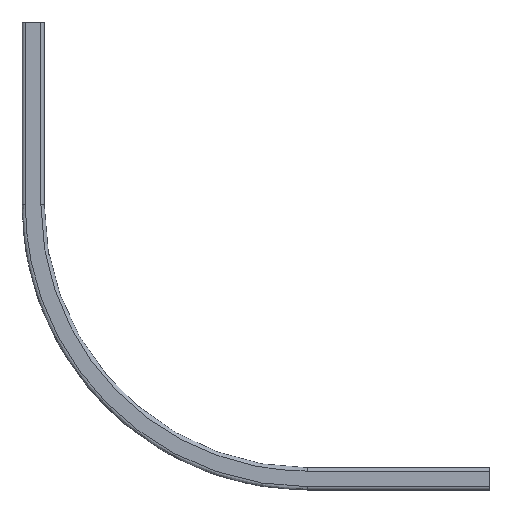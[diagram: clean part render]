
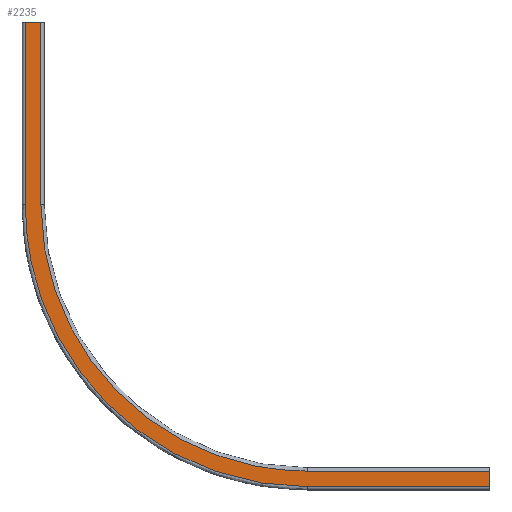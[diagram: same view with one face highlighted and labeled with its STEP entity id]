
A CAD part, top view. The second image highlights one B-rep face of the part: STEP entity #2235.
In plain terms, the highlighted planar face has unit normal (0, 0, 1).
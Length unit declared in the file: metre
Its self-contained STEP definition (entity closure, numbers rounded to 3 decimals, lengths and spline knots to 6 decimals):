
#35 = CARTESIAN_POINT ( 'NONE',  ( -0.01705, 0., 0.0435 ) ) ;
#97 = LINE ( 'NONE', #682, #1820 ) ;
#122 = VECTOR ( 'NONE', #1573, 1. ) ;
#147 = CARTESIAN_POINT ( 'NONE',  ( 0.23854, -0.61705, 0.0435 ) ) ;
#198 = ORIENTED_EDGE ( 'NONE', *, *, #1866, .F. ) ;
#232 = ORIENTED_EDGE ( 'NONE', *, *, #1117, .F. ) ;
#261 = EDGE_CURVE ( 'NONE', #1269, #1994, #1334, .T. ) ;
#300 = ORIENTED_EDGE ( 'NONE', *, *, #2192, .F. ) ;
#369 = CARTESIAN_POINT ( 'NONE',  ( 0.01705, -0.341484, 0.0435 ) ) ;
#417 = CARTESIAN_POINT ( 'NONE',  ( 0.01705, 0., 0.0435 ) ) ;
#483 = FACE_OUTER_BOUND ( 'NONE', #1456, .T. ) ;
#493 = DIRECTION ( 'NONE',  ( -1., 0., 0. ) ) ;
#581 = VECTOR ( 'NONE', #1911, 1. ) ;
#633 = DIRECTION ( 'NONE',  ( -1., 0., 0. ) ) ;
#682 = CARTESIAN_POINT ( 'NONE',  ( -0.01705, -0.61705, 0.0435 ) ) ;
#700 = AXIS2_PLACEMENT_3D ( 'NONE', #2371, #1787, #493 ) ;
#728 = CARTESIAN_POINT ( 'NONE',  ( 0.01705, 0., 0.0435 ) ) ;
#745 = CARTESIAN_POINT ( 'NONE',  ( 0.01705, 0.4, 0.0435 ) ) ;
#762 = ORIENTED_EDGE ( 'NONE', *, *, #261, .F. ) ;
#879 = EDGE_CURVE ( 'NONE', #1994, #1213, #968, .T. ) ;
#903 = CARTESIAN_POINT ( 'NONE',  ( -0.01705, -0.36146, 0.0435 ) ) ;
#912 = CARTESIAN_POINT ( 'NONE',  ( 1., -0.58295, 0.0435 ) ) ;
#968 =( BOUNDED_CURVE ( )  B_SPLINE_CURVE ( 3, ( #728, #369, #2227, #1109 ),
 .UNSPECIFIED., .F., .T. ) 
 B_SPLINE_CURVE_WITH_KNOTS ( ( 4, 4 ),
 ( 0., 1. ),
 .UNSPECIFIED. ) 
 CURVE ( )  GEOMETRIC_REPRESENTATION_ITEM ( )  RATIONAL_B_SPLINE_CURVE ( ( 1., 0.805, 0.805, 1. ) ) 
 REPRESENTATION_ITEM ( '' )  );
#1003 = VERTEX_POINT ( 'NONE', #35 ) ;
#1091 = CARTESIAN_POINT ( 'NONE',  ( 0.6, -0.61705, 0.0435 ) ) ;
#1101 = DIRECTION ( 'NONE',  ( 1., 0., 0. ) ) ;
#1109 = CARTESIAN_POINT ( 'NONE',  ( 0.6, -0.58295, 0.0435 ) ) ;
#1117 = EDGE_CURVE ( 'NONE', #1003, #2367, #1382, .T. ) ;
#1213 = VERTEX_POINT ( 'NONE', #1660 ) ;
#1256 = VERTEX_POINT ( 'NONE', #912 ) ;
#1269 = VERTEX_POINT ( 'NONE', #745 ) ;
#1334 = LINE ( 'NONE', #417, #1742 ) ;
#1382 = LINE ( 'NONE', #2313, #122 ) ;
#1408 = EDGE_CURVE ( 'NONE', #1256, #2166, #2097, .T. ) ;
#1445 = CARTESIAN_POINT ( 'NONE',  ( -0.01705, 0., 0.0435 ) ) ;
#1454 =( BOUNDED_CURVE ( )  B_SPLINE_CURVE ( 3, ( #1091, #147, #903, #1445 ),
 .UNSPECIFIED., .F., .T. ) 
 B_SPLINE_CURVE_WITH_KNOTS ( ( 4, 4 ),
 ( 0., 1. ),
 .UNSPECIFIED. ) 
 CURVE ( )  GEOMETRIC_REPRESENTATION_ITEM ( )  RATIONAL_B_SPLINE_CURVE ( ( 1., 0.805, 0.805, 1. ) ) 
 REPRESENTATION_ITEM ( '' )  );
#1456 = EDGE_LOOP ( 'NONE', ( #762, #2127, #232, #300, #1927, #1986, #198, #1824 ) ) ;
#1567 = VERTEX_POINT ( 'NONE', #1857 ) ;
#1566 = CARTESIAN_POINT ( 'NONE',  ( 1., -0.61705, 0.0435 ) ) ;
#1573 = DIRECTION ( 'NONE',  ( 0., 1., 0. ) ) ;
#1660 = CARTESIAN_POINT ( 'NONE',  ( 0.6, -0.58295, 0.0435 ) ) ;
#1725 = LINE ( 'NONE', #1750, #1932 ) ;
#1728 = CARTESIAN_POINT ( 'NONE',  ( 1., 0., 0.0435 ) ) ;
#1742 = VECTOR ( 'NONE', #2080, 1. ) ;
#1750 = CARTESIAN_POINT ( 'NONE',  ( -0.01705, 0.4, 0.0435 ) ) ;
#1787 = DIRECTION ( 'NONE',  ( 0., 0., -1. ) ) ;
#1820 = VECTOR ( 'NONE', #633, 1. ) ;
#1824 = ORIENTED_EDGE ( 'NONE', *, *, #879, .F. ) ;
#1857 = CARTESIAN_POINT ( 'NONE',  ( 0.6, -0.61705, 0.0435 ) ) ;
#1866 = EDGE_CURVE ( 'NONE', #1213, #1256, #2229, .T. ) ;
#1911 = DIRECTION ( 'NONE',  ( 0., -1., 0. ) ) ;
#1925 = CARTESIAN_POINT ( 'NONE',  ( -0.01705, 0.4, 0.0435 ) ) ;
#1927 = ORIENTED_EDGE ( 'NONE', *, *, #2311, .F. ) ;
#1932 = VECTOR ( 'NONE', #2284, 1. ) ;
#1986 = ORIENTED_EDGE ( 'NONE', *, *, #1408, .F. ) ;
#1994 = VERTEX_POINT ( 'NONE', #2193 ) ;
#2014 = VECTOR ( 'NONE', #1101, 1. ) ;
#2036 = CARTESIAN_POINT ( 'NONE',  ( -0.01705, -0.58295, 0.0435 ) ) ;
#2080 = DIRECTION ( 'NONE',  ( 0., -1., 0. ) ) ;
#2097 = LINE ( 'NONE', #1728, #581 ) ;
#2117 = EDGE_CURVE ( 'NONE', #2367, #1269, #1725, .T. ) ;
#2127 = ORIENTED_EDGE ( 'NONE', *, *, #2117, .F. ) ;
#2166 = VERTEX_POINT ( 'NONE', #1566 ) ;
#2192 = EDGE_CURVE ( 'NONE', #1567, #1003, #1454, .T. ) ;
#2193 = CARTESIAN_POINT ( 'NONE',  ( 0.01705, 0., 0.0435 ) ) ;
#2227 = CARTESIAN_POINT ( 'NONE',  ( 0.258516, -0.58295, 0.0435 ) ) ;
#2229 = LINE ( 'NONE', #2036, #2014 ) ;
#2235 = ADVANCED_FACE ( 'NONE', ( #483 ), #2359, .F. ) ;
#2284 = DIRECTION ( 'NONE',  ( 1., 0., 0. ) ) ;
#2311 = EDGE_CURVE ( 'NONE', #2166, #1567, #97, .T. ) ;
#2313 = CARTESIAN_POINT ( 'NONE',  ( -0.01705, 0., 0.0435 ) ) ;
#2359 = PLANE ( 'NONE',  #700 ) ;
#2367 = VERTEX_POINT ( 'NONE', #1925 ) ;
#2371 = CARTESIAN_POINT ( 'NONE',  ( -0.01705, 0., 0.0435 ) ) ;
